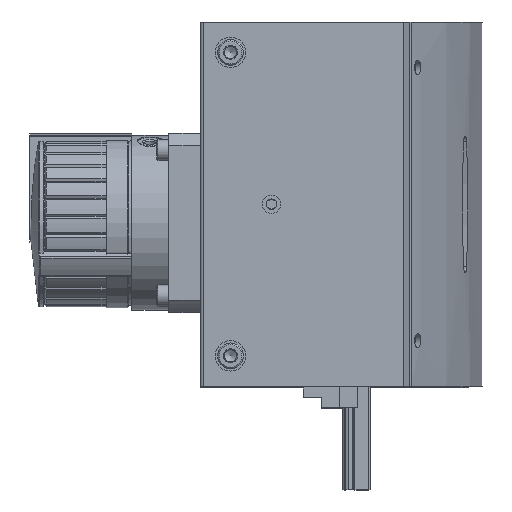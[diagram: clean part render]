
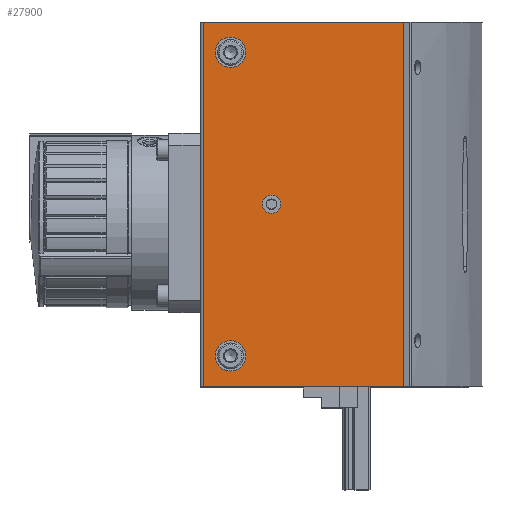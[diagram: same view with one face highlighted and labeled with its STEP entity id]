
A CAD part, top view. The second image highlights one B-rep face of the part: STEP entity #27900.
In plain terms, the highlighted face is planar.
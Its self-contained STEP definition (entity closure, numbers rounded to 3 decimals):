
#3655=LINE('',#48653,#5782);
#3656=LINE('',#48663,#5783);
#3657=LINE('',#48665,#5784);
#3658=LINE('',#48667,#5785);
#5782=VECTOR('',#39273,1000.);
#5783=VECTOR('',#39284,1000.);
#5784=VECTOR('',#39285,1000.);
#5785=VECTOR('',#39286,1000.);
#13046=ORIENTED_EDGE('',*,*,#16989,.F.);
#13047=ORIENTED_EDGE('',*,*,#16990,.F.);
#13048=ORIENTED_EDGE('',*,*,#16991,.F.);
#13049=ORIENTED_EDGE('',*,*,#16992,.T.);
#13050=ORIENTED_EDGE('',*,*,#16993,.F.);
#13051=ORIENTED_EDGE('',*,*,#16994,.F.);
#13052=ORIENTED_EDGE('',*,*,#16987,.T.);
#16987=EDGE_CURVE('',#19689,#19688,#3655,.T.);
#16989=EDGE_CURVE('',#19690,#19690,#21003,.T.);
#16990=EDGE_CURVE('',#19691,#19691,#21004,.T.);
#16991=EDGE_CURVE('',#19692,#19692,#21005,.T.);
#16992=EDGE_CURVE('',#19688,#19693,#3656,.T.);
#16993=EDGE_CURVE('',#19694,#19693,#3657,.T.);
#16994=EDGE_CURVE('',#19689,#19694,#3658,.T.);
#19688=VERTEX_POINT('',#48652);
#19689=VERTEX_POINT('',#48654);
#19690=VERTEX_POINT('',#48658);
#19691=VERTEX_POINT('',#48660);
#19692=VERTEX_POINT('',#48662);
#19693=VERTEX_POINT('',#48664);
#19694=VERTEX_POINT('',#48666);
#21003=CIRCLE('',#31391,3.);
#21004=CIRCLE('',#31392,5.);
#21005=CIRCLE('',#31393,5.);
#23161=EDGE_LOOP('',(#13046));
#23162=EDGE_LOOP('',(#13047));
#23163=EDGE_LOOP('',(#13048));
#23164=EDGE_LOOP('',(#13049,#13050,#13051,#13052));
#25411=FACE_BOUND('',#23161,.T.);
#25412=FACE_BOUND('',#23162,.T.);
#25413=FACE_BOUND('',#23163,.T.);
#25414=FACE_BOUND('',#23164,.T.);
#26328=PLANE('',#31390);
#27900=ADVANCED_FACE('',(#25411,#25412,#25413,#25414),#26328,.F.);
#31390=AXIS2_PLACEMENT_3D('',#48656,#39276,#39277);
#31391=AXIS2_PLACEMENT_3D('',#48657,#39278,#39279);
#31392=AXIS2_PLACEMENT_3D('',#48659,#39280,#39281);
#31393=AXIS2_PLACEMENT_3D('',#48661,#39282,#39283);
#39273=DIRECTION('',(0.,0.,-1.));
#39276=DIRECTION('',(0.,1.,0.));
#39277=DIRECTION('',(0.,0.,1.));
#39278=DIRECTION('',(0.,-1.,0.));
#39279=DIRECTION('',(0.,0.,-1.));
#39280=DIRECTION('',(0.,-1.,0.));
#39281=DIRECTION('',(0.,0.,-1.));
#39282=DIRECTION('',(0.,-1.,0.));
#39283=DIRECTION('',(0.,0.,-1.));
#39284=DIRECTION('',(1.,0.,0.));
#39285=DIRECTION('',(0.,0.,-1.));
#39286=DIRECTION('',(1.,0.,0.));
#48652=CARTESIAN_POINT('',(1.,0.,-60.));
#48653=CARTESIAN_POINT('',(1.,0.,60.));
#48654=CARTESIAN_POINT('',(1.,0.,60.));
#48656=CARTESIAN_POINT('',(1.,0.,60.));
#48657=CARTESIAN_POINT('',(23.5,0.,0.));
#48658=CARTESIAN_POINT('',(23.5,0.,-3.));
#48659=CARTESIAN_POINT('',(10.,0.,50.));
#48660=CARTESIAN_POINT('',(10.,0.,45.));
#48661=CARTESIAN_POINT('',(10.,0.,-50.));
#48662=CARTESIAN_POINT('',(10.,0.,-55.));
#48663=CARTESIAN_POINT('',(1.,0.,-60.));
#48664=CARTESIAN_POINT('',(67.023,0.,-60.));
#48665=CARTESIAN_POINT('',(67.023,0.,60.));
#48666=CARTESIAN_POINT('',(67.023,0.,60.));
#48667=CARTESIAN_POINT('',(1.,0.,60.));
